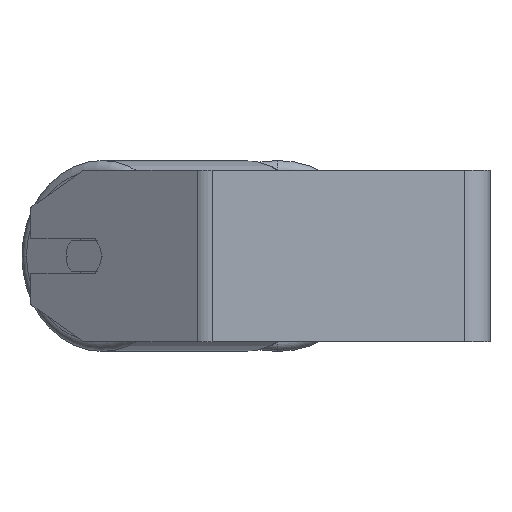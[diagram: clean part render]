
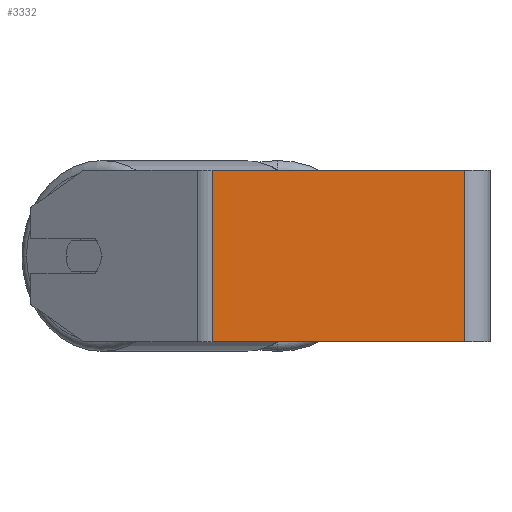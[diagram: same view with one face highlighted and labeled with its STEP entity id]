
A CAD part, left-side view. The second image highlights one B-rep face of the part: STEP entity #3332.
In plain terms, the highlighted planar face has unit normal (-1, 0, 0).
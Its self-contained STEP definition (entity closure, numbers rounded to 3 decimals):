
#21 = CARTESIAN_POINT ( 'NONE',  ( -250., 133.333, 40. ) ) ;
#255 = DIRECTION ( 'NONE',  ( 0., -1., 0. ) ) ;
#576 = LINE ( 'NONE', #21, #8044 ) ;
#688 = CARTESIAN_POINT ( 'NONE',  ( -250., 129.549, 40. ) ) ;
#869 = VECTOR ( 'NONE', #1825, 1000. ) ;
#1026 = VERTEX_POINT ( 'NONE', #8336 ) ;
#1124 = VECTOR ( 'NONE', #255, 1000. ) ;
#1634 = ORIENTED_EDGE ( 'NONE', *, *, #5871, .T. ) ;
#1785 = VECTOR ( 'NONE', #7752, 1000. ) ;
#1825 = DIRECTION ( 'NONE',  ( 0., 0., -1. ) ) ;
#1848 = LINE ( 'NONE', #6583, #1785 ) ;
#2747 = AXIS2_PLACEMENT_3D ( 'NONE', #4916, #5039, #4280 ) ;
#2882 = ORIENTED_EDGE ( 'NONE', *, *, #6520, .T. ) ;
#3332 = ADVANCED_FACE ( 'NONE', ( #6324 ), #5591, .F. ) ;
#3354 = EDGE_CURVE ( 'NONE', #4379, #5445, #1848, .T. ) ;
#3448 = VERTEX_POINT ( 'NONE', #688 ) ;
#3509 = LINE ( 'NONE', #6106, #1124 ) ;
#4115 = EDGE_CURVE ( 'NONE', #3448, #4379, #576, .T. ) ;
#4265 = CARTESIAN_POINT ( 'NONE',  ( -250., 12., -40. ) ) ;
#4280 = DIRECTION ( 'NONE',  ( 0., 0., -1. ) ) ;
#4379 = VERTEX_POINT ( 'NONE', #6392 ) ;
#4916 = CARTESIAN_POINT ( 'NONE',  ( -250., 133.333, 40. ) ) ;
#5039 = DIRECTION ( 'NONE',  ( 1., 0., 0. ) ) ;
#5232 = DIRECTION ( 'NONE',  ( 0., -1., 0. ) ) ;
#5445 = VERTEX_POINT ( 'NONE', #4265 ) ;
#5591 = PLANE ( 'NONE',  #2747 ) ;
#5871 = EDGE_CURVE ( 'NONE', #3448, #1026, #8412, .T. ) ;
#6106 = CARTESIAN_POINT ( 'NONE',  ( -250., 133.333, -40. ) ) ;
#6324 = FACE_OUTER_BOUND ( 'NONE', #8367, .T. ) ;
#6392 = CARTESIAN_POINT ( 'NONE',  ( -250., 12., 40. ) ) ;
#6520 = EDGE_CURVE ( 'NONE', #1026, #5445, #3509, .T. ) ;
#6583 = CARTESIAN_POINT ( 'NONE',  ( -250., 12., 40. ) ) ;
#6800 = ORIENTED_EDGE ( 'NONE', *, *, #3354, .F. ) ;
#7268 = ORIENTED_EDGE ( 'NONE', *, *, #4115, .F. ) ;
#7726 = CARTESIAN_POINT ( 'NONE',  ( -250., 129.549, 40. ) ) ;
#7752 = DIRECTION ( 'NONE',  ( 0., 0., -1. ) ) ;
#8044 = VECTOR ( 'NONE', #5232, 1000. ) ;
#8336 = CARTESIAN_POINT ( 'NONE',  ( -250., 129.549, -40. ) ) ;
#8367 = EDGE_LOOP ( 'NONE', ( #2882, #6800, #7268, #1634 ) ) ;
#8412 = LINE ( 'NONE', #7726, #869 ) ;
